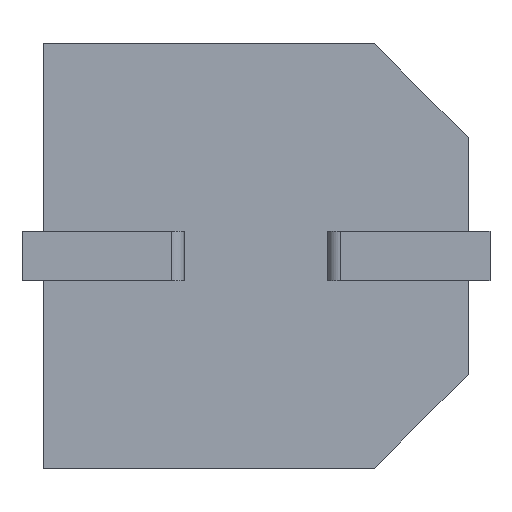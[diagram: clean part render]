
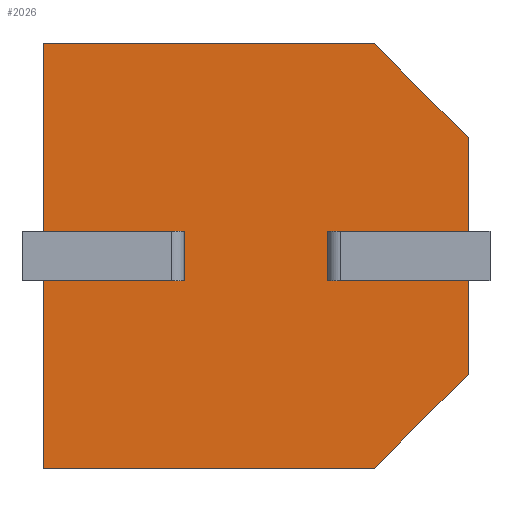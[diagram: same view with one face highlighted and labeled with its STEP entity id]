
A CAD part, front view. The second image highlights one B-rep face of the part: STEP entity #2026.
In plain terms, the highlighted planar face has unit normal (0, -1, 0).
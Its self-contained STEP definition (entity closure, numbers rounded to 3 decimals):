
#7 = CARTESIAN_POINT ( 'NONE',  ( 5.301, 0., 0. ) ) ;
#76 = VERTEX_POINT ( 'NONE', #1292 ) ;
#81 = EDGE_CURVE ( 'NONE', #924, #230, #2197, .T. ) ;
#82 = CARTESIAN_POINT ( 'NONE',  ( 0., 0., 0. ) ) ;
#85 = CARTESIAN_POINT ( 'NONE',  ( 6.8, 0., -5.301 ) ) ;
#184 = LINE ( 'NONE', #82, #1926 ) ;
#230 = VERTEX_POINT ( 'NONE', #2142 ) ;
#290 = DIRECTION ( 'NONE',  ( 1., 0., 0. ) ) ;
#304 = LINE ( 'NONE', #577, #999 ) ;
#360 = CARTESIAN_POINT ( 'NONE',  ( 2.25, 0., -3. ) ) ;
#394 = ORIENTED_EDGE ( 'NONE', *, *, #878, .T. ) ;
#497 = LINE ( 'NONE', #3406, #1700 ) ;
#577 = CARTESIAN_POINT ( 'NONE',  ( 0., 0., 0. ) ) ;
#581 = DIRECTION ( 'NONE',  ( 1., 0., 0. ) ) ;
#644 = LINE ( 'NONE', #2390, #1198 ) ;
#705 = DIRECTION ( 'NONE',  ( 0., 0., -1. ) ) ;
#709 = CARTESIAN_POINT ( 'NONE',  ( 2.25, 0., -3. ) ) ;
#749 = CARTESIAN_POINT ( 'NONE',  ( 4.55, 0., -3.8 ) ) ;
#756 = EDGE_LOOP ( 'NONE', ( #1241, #1708, #2798, #1848, #802, #1068, #2170, #2610, #865, #3136, #1741, #394, #1639, #2035 ) ) ;
#761 = VERTEX_POINT ( 'NONE', #1022 ) ;
#765 = DIRECTION ( 'NONE',  ( 0., 0., -1. ) ) ;
#780 = CARTESIAN_POINT ( 'NONE',  ( 0., 0., 0. ) ) ;
#796 = DIRECTION ( 'NONE',  ( 0.707, 0., 0.707 ) ) ;
#802 = ORIENTED_EDGE ( 'NONE', *, *, #2641, .T. ) ;
#812 = EDGE_CURVE ( 'NONE', #1390, #76, #2138, .T. ) ;
#846 = CARTESIAN_POINT ( 'NONE',  ( 4.55, 0., -3.8 ) ) ;
#865 = ORIENTED_EDGE ( 'NONE', *, *, #2221, .F. ) ;
#878 = EDGE_CURVE ( 'NONE', #761, #1045, #644, .T. ) ;
#924 = VERTEX_POINT ( 'NONE', #3397 ) ;
#960 = EDGE_CURVE ( 'NONE', #3333, #2162, #2252, .T. ) ;
#963 = DIRECTION ( 'NONE',  ( -1., 0., 0. ) ) ;
#999 = VECTOR ( 'NONE', #290, 1000. ) ;
#1022 = CARTESIAN_POINT ( 'NONE',  ( 0., 0., -6.8 ) ) ;
#1031 = DIRECTION ( 'NONE',  ( -1., 0., 0. ) ) ;
#1045 = VERTEX_POINT ( 'NONE', #2533 ) ;
#1068 = ORIENTED_EDGE ( 'NONE', *, *, #2838, .F. ) ;
#1072 = CARTESIAN_POINT ( 'NONE',  ( 2.25, 0., -3.8 ) ) ;
#1108 = VECTOR ( 'NONE', #2841, 1000. ) ;
#1169 = DIRECTION ( 'NONE',  ( 0., 0., -1. ) ) ;
#1179 = DIRECTION ( 'NONE',  ( 0., 0., -1. ) ) ;
#1198 = VECTOR ( 'NONE', #2141, 1000. ) ;
#1206 = DIRECTION ( 'NONE',  ( -0.707, 0., 0.707 ) ) ;
#1222 = VECTOR ( 'NONE', #2918, 1000. ) ;
#1241 = ORIENTED_EDGE ( 'NONE', *, *, #812, .F. ) ;
#1245 = DIRECTION ( 'NONE',  ( 1., 0., 0. ) ) ;
#1253 = VERTEX_POINT ( 'NONE', #2850 ) ;
#1292 = CARTESIAN_POINT ( 'NONE',  ( 6.8, 0., -3.8 ) ) ;
#1390 = VERTEX_POINT ( 'NONE', #846 ) ;
#1396 = CARTESIAN_POINT ( 'NONE',  ( 5.301, 0., 0. ) ) ;
#1400 = VERTEX_POINT ( 'NONE', #360 ) ;
#1447 = CARTESIAN_POINT ( 'NONE',  ( 4.55, 0., -3. ) ) ;
#1461 = VERTEX_POINT ( 'NONE', #1396 ) ;
#1565 = EDGE_CURVE ( 'NONE', #1785, #1253, #2498, .T. ) ;
#1639 = ORIENTED_EDGE ( 'NONE', *, *, #3338, .T. ) ;
#1641 = VECTOR ( 'NONE', #581, 1000. ) ;
#1683 = EDGE_CURVE ( 'NONE', #1400, #1253, #2124, .T. ) ;
#1700 = VECTOR ( 'NONE', #796, 1000. ) ;
#1708 = ORIENTED_EDGE ( 'NONE', *, *, #2466, .T. ) ;
#1741 = ORIENTED_EDGE ( 'NONE', *, *, #2086, .T. ) ;
#1785 = VERTEX_POINT ( 'NONE', #780 ) ;
#1841 = LINE ( 'NONE', #2320, #2033 ) ;
#1843 = AXIS2_PLACEMENT_3D ( 'NONE', #3002, #3013, #2717 ) ;
#1848 = ORIENTED_EDGE ( 'NONE', *, *, #81, .F. ) ;
#1878 = LINE ( 'NONE', #3394, #1222 ) ;
#1926 = VECTOR ( 'NONE', #1179, 1000. ) ;
#1938 = EDGE_CURVE ( 'NONE', #2195, #230, #2956, .T. ) ;
#2026 = ADVANCED_FACE ( 'NONE', ( #3362 ), #2910, .F. ) ;
#2032 = CARTESIAN_POINT ( 'NONE',  ( 2.25, 0., -3.8 ) ) ;
#2033 = VECTOR ( 'NONE', #705, 1000. ) ;
#2035 = ORIENTED_EDGE ( 'NONE', *, *, #2232, .F. ) ;
#2086 = EDGE_CURVE ( 'NONE', #2162, #761, #184, .T. ) ;
#2090 = VECTOR ( 'NONE', #1031, 1000. ) ;
#2112 = VECTOR ( 'NONE', #1206, 1000. ) ;
#2124 = LINE ( 'NONE', #709, #2963 ) ;
#2138 = LINE ( 'NONE', #749, #2759 ) ;
#2141 = DIRECTION ( 'NONE',  ( 1., 0., 0. ) ) ;
#2142 = CARTESIAN_POINT ( 'NONE',  ( 6.8, 0., -3. ) ) ;
#2162 = VERTEX_POINT ( 'NONE', #2223 ) ;
#2170 = ORIENTED_EDGE ( 'NONE', *, *, #1565, .T. ) ;
#2195 = VERTEX_POINT ( 'NONE', #1447 ) ;
#2197 = LINE ( 'NONE', #3126, #2307 ) ;
#2221 = EDGE_CURVE ( 'NONE', #3333, #1400, #2861, .T. ) ;
#2223 = CARTESIAN_POINT ( 'NONE',  ( 0., 0., -3.8 ) ) ;
#2232 = EDGE_CURVE ( 'NONE', #76, #2961, #1841, .T. ) ;
#2252 = LINE ( 'NONE', #1072, #2090 ) ;
#2307 = VECTOR ( 'NONE', #765, 1000. ) ;
#2320 = CARTESIAN_POINT ( 'NONE',  ( 6.8, 0., 0. ) ) ;
#2390 = CARTESIAN_POINT ( 'NONE',  ( 0., 0., -6.8 ) ) ;
#2402 = CARTESIAN_POINT ( 'NONE',  ( 4.55, 0., -3. ) ) ;
#2423 = VECTOR ( 'NONE', #1169, 1000. ) ;
#2466 = EDGE_CURVE ( 'NONE', #1390, #2195, #1878, .T. ) ;
#2498 = LINE ( 'NONE', #3027, #2423 ) ;
#2533 = CARTESIAN_POINT ( 'NONE',  ( 5.301, 0., -6.8 ) ) ;
#2610 = ORIENTED_EDGE ( 'NONE', *, *, #1683, .F. ) ;
#2641 = EDGE_CURVE ( 'NONE', #924, #1461, #2954, .T. ) ;
#2717 = DIRECTION ( 'NONE',  ( 0., 0., 1. ) ) ;
#2759 = VECTOR ( 'NONE', #1245, 1000. ) ;
#2798 = ORIENTED_EDGE ( 'NONE', *, *, #1938, .T. ) ;
#2838 = EDGE_CURVE ( 'NONE', #1785, #1461, #304, .T. ) ;
#2841 = DIRECTION ( 'NONE',  ( 0., 0., 1. ) ) ;
#2850 = CARTESIAN_POINT ( 'NONE',  ( 0., 0., -3. ) ) ;
#2861 = LINE ( 'NONE', #2032, #1108 ) ;
#2910 = PLANE ( 'NONE',  #1843 ) ;
#2918 = DIRECTION ( 'NONE',  ( 0., 0., 1. ) ) ;
#2954 = LINE ( 'NONE', #7, #2112 ) ;
#2956 = LINE ( 'NONE', #2402, #1641 ) ;
#2961 = VERTEX_POINT ( 'NONE', #85 ) ;
#2963 = VECTOR ( 'NONE', #963, 1000. ) ;
#3002 = CARTESIAN_POINT ( 'NONE',  ( 0., 0., 0. ) ) ;
#3013 = DIRECTION ( 'NONE',  ( 0., 1., 0. ) ) ;
#3027 = CARTESIAN_POINT ( 'NONE',  ( 0., 0., 0. ) ) ;
#3126 = CARTESIAN_POINT ( 'NONE',  ( 6.8, 0., 0. ) ) ;
#3136 = ORIENTED_EDGE ( 'NONE', *, *, #960, .T. ) ;
#3183 = CARTESIAN_POINT ( 'NONE',  ( 2.25, 0., -3.8 ) ) ;
#3333 = VERTEX_POINT ( 'NONE', #3183 ) ;
#3338 = EDGE_CURVE ( 'NONE', #1045, #2961, #497, .T. ) ;
#3362 = FACE_OUTER_BOUND ( 'NONE', #756, .T. ) ;
#3394 = CARTESIAN_POINT ( 'NONE',  ( 4.55, 0., -3.8 ) ) ;
#3397 = CARTESIAN_POINT ( 'NONE',  ( 6.8, 0., -1.499 ) ) ;
#3406 = CARTESIAN_POINT ( 'NONE',  ( 6.8, 0., -5.301 ) ) ;
